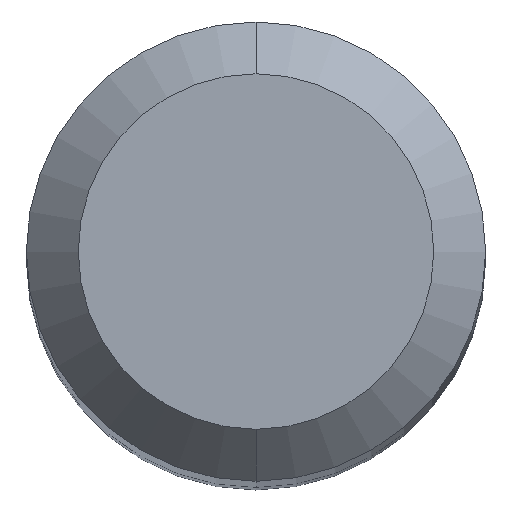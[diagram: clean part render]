
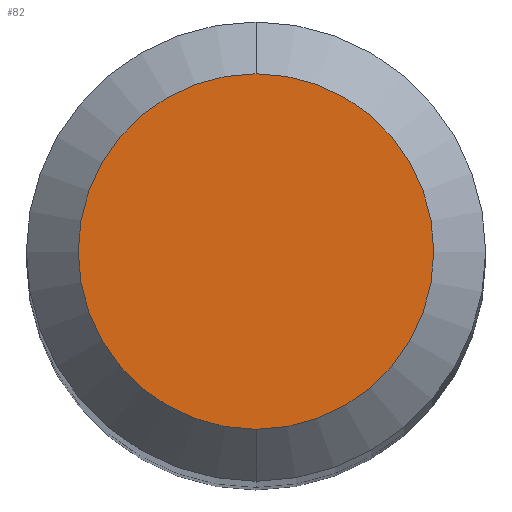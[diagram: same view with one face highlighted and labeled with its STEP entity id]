
A CAD part, top view. The second image highlights one B-rep face of the part: STEP entity #82.
In plain terms, the highlighted planar face has unit normal (0, 0, 1).
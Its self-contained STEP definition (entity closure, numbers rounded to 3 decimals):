
#6 = ORIENTED_EDGE ( 'NONE', *, *, #325, .F. ) ;
#13 = VERTEX_POINT ( 'NONE', #270 ) ;
#15 = AXIS2_PLACEMENT_3D ( 'NONE', #40, #88, #220 ) ;
#40 = CARTESIAN_POINT ( 'NONE',  ( 0., 0., 70. ) ) ;
#60 = ORIENTED_EDGE ( 'NONE', *, *, #100, .F. ) ;
#62 = CARTESIAN_POINT ( 'NONE',  ( 0., -2.4, 70. ) ) ;
#71 = DIRECTION ( 'NONE',  ( 0., 1., 0. ) ) ;
#82 = ADVANCED_FACE ( 'NONE', ( #133 ), #188, .F. ) ;
#85 = AXIS2_PLACEMENT_3D ( 'NONE', #107, #112, #91 ) ;
#88 = DIRECTION ( 'NONE',  ( 0., 0., -1. ) ) ;
#91 = DIRECTION ( 'NONE',  ( 0., 1., 0. ) ) ;
#97 = DIRECTION ( 'NONE',  ( 0., 0., -1. ) ) ;
#100 = EDGE_CURVE ( 'NONE', #13, #148, #158, .T. ) ;
#107 = CARTESIAN_POINT ( 'NONE',  ( 0., 0., 70. ) ) ;
#109 = AXIS2_PLACEMENT_3D ( 'NONE', #167, #97, #71 ) ;
#112 = DIRECTION ( 'NONE',  ( 0., 0., -1. ) ) ;
#133 = FACE_OUTER_BOUND ( 'NONE', #323, .T. ) ;
#148 = VERTEX_POINT ( 'NONE', #62 ) ;
#158 = CIRCLE ( 'NONE', #85, 2.4 ) ;
#167 = CARTESIAN_POINT ( 'NONE',  ( 0., 0., 70. ) ) ;
#169 = CIRCLE ( 'NONE', #109, 2.4 ) ;
#188 = PLANE ( 'NONE',  #15 ) ;
#220 = DIRECTION ( 'NONE',  ( 0., 1., 0. ) ) ;
#270 = CARTESIAN_POINT ( 'NONE',  ( 0., 2.4, 70. ) ) ;
#323 = EDGE_LOOP ( 'NONE', ( #60, #6 ) ) ;
#325 = EDGE_CURVE ( 'NONE', #148, #13, #169, .T. ) ;
